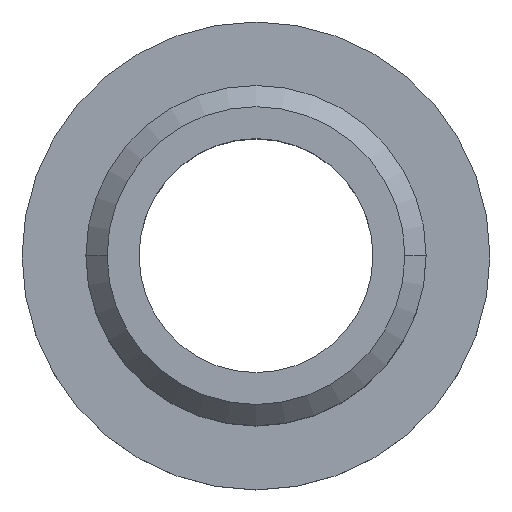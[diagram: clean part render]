
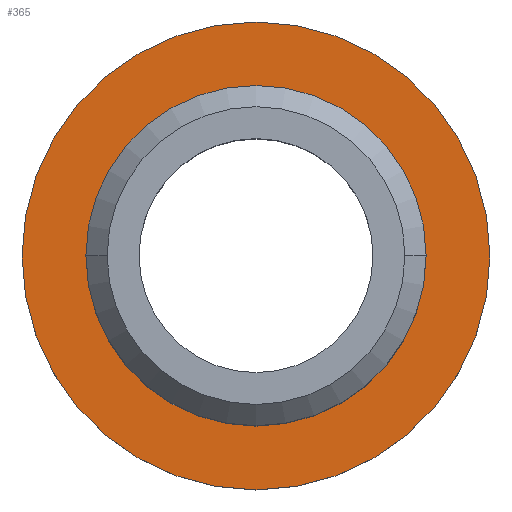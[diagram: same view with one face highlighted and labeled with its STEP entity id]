
A CAD part, top view. The second image highlights one B-rep face of the part: STEP entity #365.
In plain terms, the highlighted face is planar.
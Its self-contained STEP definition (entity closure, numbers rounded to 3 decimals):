
#1 = AXIS2_PLACEMENT_3D ( 'NONE', #51, #52, #221 ) ;
#5 = DIRECTION ( 'NONE',  ( 0., 0., 1. ) ) ;
#19 = EDGE_CURVE ( 'NONE', #298, #56, #202, .T. ) ;
#26 = DIRECTION ( 'NONE',  ( 1., 0., 0. ) ) ;
#27 = EDGE_LOOP ( 'NONE', ( #336, #210 ) ) ;
#36 = EDGE_CURVE ( 'NONE', #370, #191, #345, .T. ) ;
#46 = AXIS2_PLACEMENT_3D ( 'NONE', #231, #161, #26 ) ;
#51 = CARTESIAN_POINT ( 'NONE',  ( 0., 0., 5. ) ) ;
#52 = DIRECTION ( 'NONE',  ( 0., 0., 1. ) ) ;
#56 = VERTEX_POINT ( 'NONE', #71 ) ;
#71 = CARTESIAN_POINT ( 'NONE',  ( -4., 0., 5. ) ) ;
#86 = CARTESIAN_POINT ( 'NONE',  ( 0., 0., 5. ) ) ;
#94 = CIRCLE ( 'NONE', #130, 5.5 ) ;
#97 = DIRECTION ( 'NONE',  ( 1., 0., 0. ) ) ;
#113 = PLANE ( 'NONE',  #1 ) ;
#118 = EDGE_CURVE ( 'NONE', #56, #298, #260, .T. ) ;
#130 = AXIS2_PLACEMENT_3D ( 'NONE', #86, #254, #318 ) ;
#132 = CARTESIAN_POINT ( 'NONE',  ( 0., 0., 5. ) ) ;
#158 = ORIENTED_EDGE ( 'NONE', *, *, #320, .F. ) ;
#161 = DIRECTION ( 'NONE',  ( 0., 0., 1. ) ) ;
#167 = CARTESIAN_POINT ( 'NONE',  ( -5.5, 0., 5. ) ) ;
#189 = DIRECTION ( 'NONE',  ( 0., 0., 1. ) ) ;
#191 = VERTEX_POINT ( 'NONE', #167 ) ;
#196 = FACE_OUTER_BOUND ( 'NONE', #354, .T. ) ;
#202 = CIRCLE ( 'NONE', #46, 4. ) ;
#210 = ORIENTED_EDGE ( 'NONE', *, *, #19, .T. ) ;
#221 = DIRECTION ( 'NONE',  ( 1., 0., 0. ) ) ;
#224 = CARTESIAN_POINT ( 'NONE',  ( 5.5, 0., 5. ) ) ;
#226 = CARTESIAN_POINT ( 'NONE',  ( 4., 0., 5. ) ) ;
#231 = CARTESIAN_POINT ( 'NONE',  ( 0., 0., 5. ) ) ;
#234 = CARTESIAN_POINT ( 'NONE',  ( 0., 0., 5. ) ) ;
#254 = DIRECTION ( 'NONE',  ( 0., 0., 1. ) ) ;
#260 = CIRCLE ( 'NONE', #374, 4. ) ;
#264 = DIRECTION ( 'NONE',  ( 1., 0., 0. ) ) ;
#298 = VERTEX_POINT ( 'NONE', #226 ) ;
#313 = FACE_BOUND ( 'NONE', #27, .T. ) ;
#316 = AXIS2_PLACEMENT_3D ( 'NONE', #132, #5, #97 ) ;
#317 = ORIENTED_EDGE ( 'NONE', *, *, #36, .F. ) ;
#318 = DIRECTION ( 'NONE',  ( 1., 0., 0. ) ) ;
#320 = EDGE_CURVE ( 'NONE', #191, #370, #94, .T. ) ;
#336 = ORIENTED_EDGE ( 'NONE', *, *, #118, .T. ) ;
#345 = CIRCLE ( 'NONE', #316, 5.5 ) ;
#354 = EDGE_LOOP ( 'NONE', ( #317, #158 ) ) ;
#365 = ADVANCED_FACE ( 'NONE', ( #313, #196 ), #113, .F. ) ;
#370 = VERTEX_POINT ( 'NONE', #224 ) ;
#374 = AXIS2_PLACEMENT_3D ( 'NONE', #234, #189, #264 ) ;
